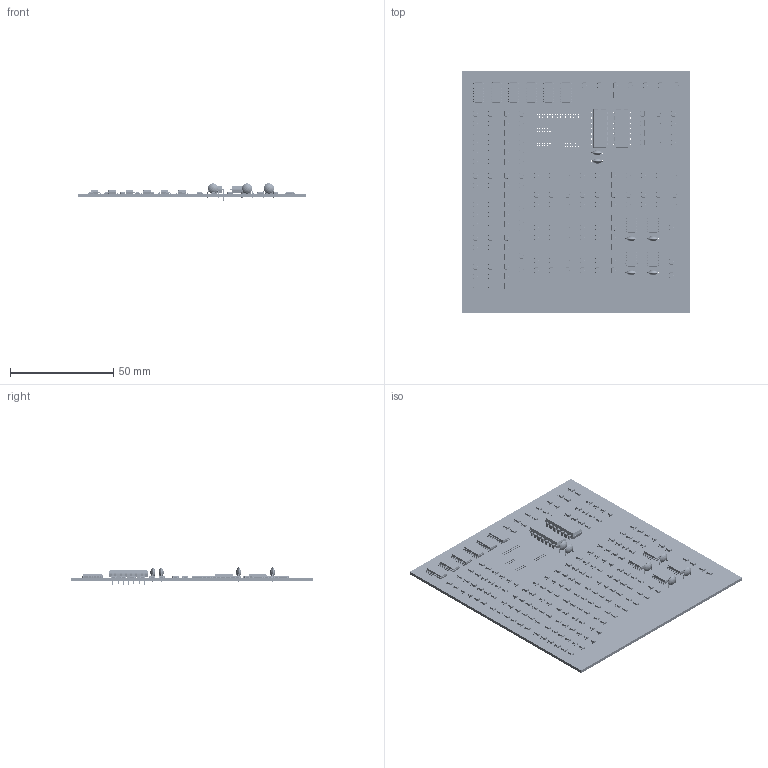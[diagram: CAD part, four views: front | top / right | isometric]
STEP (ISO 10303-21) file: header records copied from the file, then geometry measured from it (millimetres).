
FILE_DESCRIPTION(('KiCad electronic assembly'),'2;1');
FILE_NAME('add_sub.step','2026-01-13T23:03:05',('Pcbnew'),('Kicad'), 'Open CASCADE STEP processor 7.8','KiCad to STEP converter','Unknown' );
FILE_SCHEMA(('AUTOMOTIVE_DESIGN { 1 0 10303 214 1 1 1 1 }'));
Length unit declared in the file: millimetre
Products named in the file (7): add_sub 1; TSOT-23; C_Disc_D5.0mm_W2.5mm_P5.00mm; DIP-14_W7.62mm; SOIC-16_3.9x9.9mm_P1.27mm; SOIC-14_3.9x8.7mm_P1.27mm; add_sub_PCB
Assembly tree (197 placements, depth 2):
  add_sub 1
    TSOT-23  x178
    C_Disc_D5.0mm_W2.5mm_P5.00mm  x6
    DIP-14_W7.62mm  x2
    SOIC-16_3.9x9.9mm_P1.27mm  x6
    SOIC-14_3.9x8.7mm_P1.27mm  x4
    add_sub_PCB
Bounding box: 110 x 117 x 8.4 mm (x, y, z)
Volume: 21592.7 mm3; surface area: 32842.8 mm2
Topology: 197 solids, 197 shells, 16042 faces, 42194 edges, 26722 vertices
Faces by surface type: plane 10022, bspline 3060, cylinder 2936, revolution 12, sphere 12
Full cylindrical faces by diameter (mm): 0.5 x24, 0.55 x70, 0.8 x40
Entity records: 39156 total; most frequent: CARTESIAN_POINT 6207, DIRECTION 5208, ORIENTED_EDGE 5182, EDGE_CURVE 2591, LINE 1934, VECTOR 1934, VERTEX_POINT 1654, AXIS2_PLACEMENT_3D 1636
